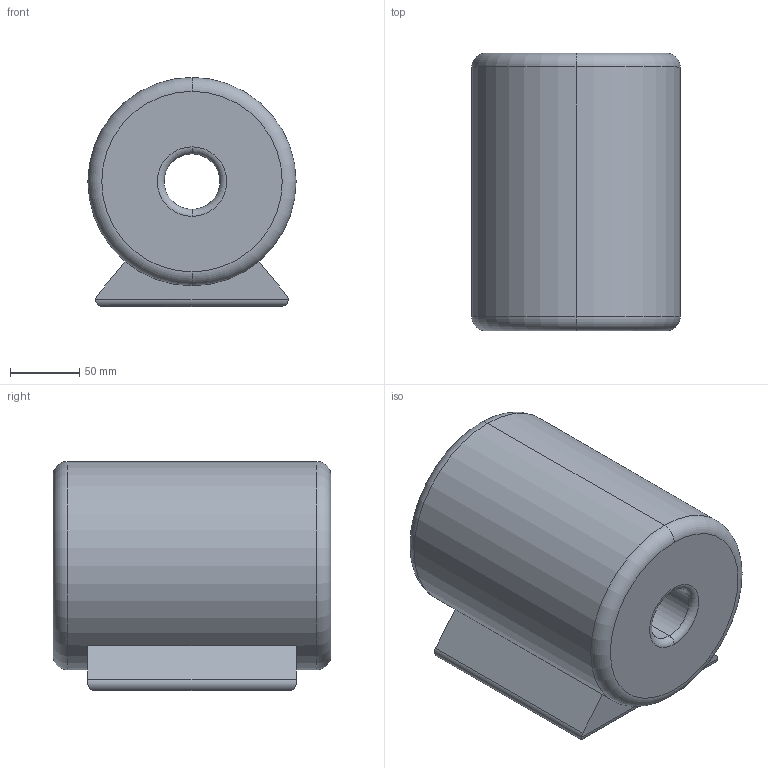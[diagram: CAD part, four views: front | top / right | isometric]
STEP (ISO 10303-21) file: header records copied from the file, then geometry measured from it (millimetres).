
FILE_DESCRIPTION (( 'STEP AP203' ), '1' );
FILE_NAME ('Stator_Default_sldprt.STEP', '2020-11-27T00:44:22', ( '???????????? Windows' ), ( '' ), 'SwSTEP 2.0', 'SolidWorks 2016', '' );
FILE_SCHEMA (( 'CONFIG_CONTROL_DESIGN' ));
Length unit declared in the file: millimetre
Products named in the file (1): Stator_Default_sldprt
Bounding box: 150 x 200 x 165 mm (x, y, z)
Volume: 3679275 mm3; surface area: 169062.8 mm2
Topology: 1 solids, 1 shells, 23 faces, 55 edges, 34 vertices
Faces by surface type: torus 8, cylinder 8, plane 7
Entity records: 758 total; most frequent: DIRECTION 131, CARTESIAN_POINT 125, ORIENTED_EDGE 110, AXIS2_PLACEMENT_3D 56, EDGE_CURVE 55, VERTEX_POINT 34, CIRCLE 32, EDGE_LOOP 25
